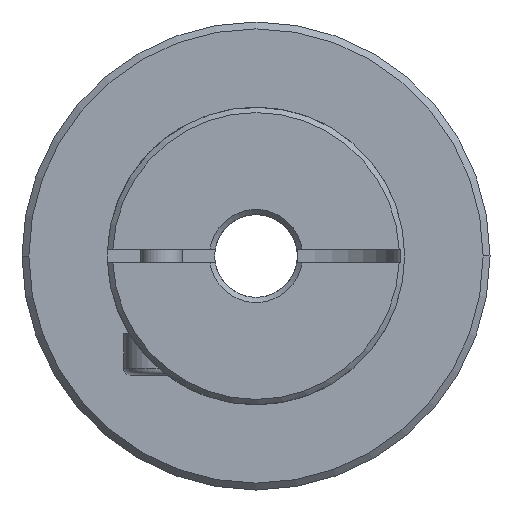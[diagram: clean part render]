
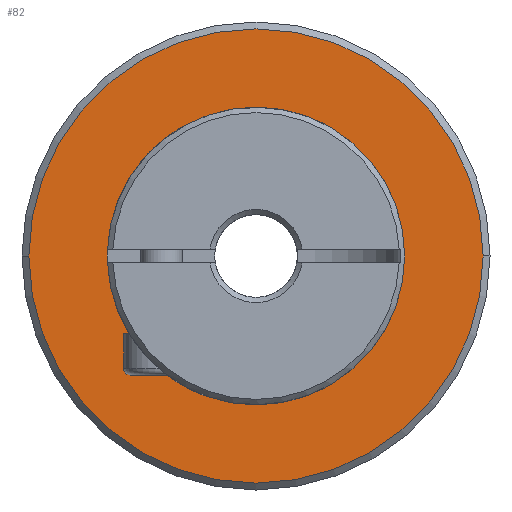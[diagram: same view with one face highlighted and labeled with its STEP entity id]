
A CAD part, left-side view. The second image highlights one B-rep face of the part: STEP entity #82.
In plain terms, the highlighted planar face has unit normal (-1, 0, 0).
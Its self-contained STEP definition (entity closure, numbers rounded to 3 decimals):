
#82 = ADVANCED_FACE ( 'NONE', ( #1877, #1880 ), #1404, .T. ) ;
#322 = ORIENTED_EDGE ( 'NONE', *, *, #681, .T. ) ;
#323 = ORIENTED_EDGE ( 'NONE', *, *, #3867, .T. ) ;
#324 = ORIENTED_EDGE ( 'NONE', *, *, #663, .F. ) ;
#325 = ORIENTED_EDGE ( 'NONE', *, *, #3844, .F. ) ;
#663 = EDGE_CURVE ( 'NONE', #1106, #1107, #3154, .T. ) ;
#681 = EDGE_CURVE ( 'NONE', #1126, #1125, #3177, .T. ) ;
#959 = EDGE_LOOP ( 'NONE', ( #322, #323 ) ) ;
#976 = EDGE_LOOP ( 'NONE', ( #324, #325 ) ) ;
#1106 = VERTEX_POINT ( 'NONE', #3356 ) ;
#1107 = VERTEX_POINT ( 'NONE', #2961 ) ;
#1125 = VERTEX_POINT ( 'NONE', #3372 ) ;
#1126 = VERTEX_POINT ( 'NONE', #3373 ) ;
#1403 = CARTESIAN_POINT ( 'NONE',  ( -3.369, 0., 0. ) ) ;
#1404 = PLANE ( 'NONE',  #2091 ) ;
#1406 = DIRECTION ( 'NONE',  ( -1., 0., 0. ) ) ;
#1407 = DIRECTION ( 'NONE',  ( 0., -1., 0. ) ) ;
#1877 = FACE_BOUND ( 'NONE', #959, .T. ) ;
#1880 = FACE_OUTER_BOUND ( 'NONE', #976, .T. ) ;
#2091 = AXIS2_PLACEMENT_3D ( 'NONE', #1403, #1406, #1407 ) ;
#2224 = AXIS2_PLACEMENT_3D ( 'NONE', #2753, #2755, #2756 ) ;
#2229 = AXIS2_PLACEMENT_3D ( 'NONE', #2863, #2864, #2865 ) ;
#2263 = AXIS2_PLACEMENT_3D ( 'NONE', #3443, #3445, #3446 ) ;
#2273 = AXIS2_PLACEMENT_3D ( 'NONE', #3494, #3530, #3531 ) ;
#2753 = CARTESIAN_POINT ( 'NONE',  ( -3.369, 0., 0. ) ) ;
#2755 = DIRECTION ( 'NONE',  ( 1., 0., 0. ) ) ;
#2756 = DIRECTION ( 'NONE',  ( 0., -1., 0. ) ) ;
#2863 = CARTESIAN_POINT ( 'NONE',  ( -3.369, 0., 0. ) ) ;
#2864 = DIRECTION ( 'NONE',  ( 1., 0., 0. ) ) ;
#2865 = DIRECTION ( 'NONE',  ( 0., -1., 0. ) ) ;
#2961 = CARTESIAN_POINT ( 'NONE',  ( -3.369, -16.5, 0. ) ) ;
#3154 = CIRCLE ( 'NONE', #2224, 16.5 ) ;
#3177 = CIRCLE ( 'NONE', #2229, 10.8 ) ;
#3255 = CIRCLE ( 'NONE', #2263, 16.5 ) ;
#3278 = CIRCLE ( 'NONE', #2273, 10.8 ) ;
#3356 = CARTESIAN_POINT ( 'NONE',  ( -3.369, 16.5, 0. ) ) ;
#3372 = CARTESIAN_POINT ( 'NONE',  ( -3.369, -10.8, 0. ) ) ;
#3373 = CARTESIAN_POINT ( 'NONE',  ( -3.369, 10.8, 0. ) ) ;
#3443 = CARTESIAN_POINT ( 'NONE',  ( -3.369, 0., 0. ) ) ;
#3445 = DIRECTION ( 'NONE',  ( 1., 0., 0. ) ) ;
#3446 = DIRECTION ( 'NONE',  ( 0., -1., 0. ) ) ;
#3494 = CARTESIAN_POINT ( 'NONE',  ( -3.369, 0., 0. ) ) ;
#3530 = DIRECTION ( 'NONE',  ( 1., 0., 0. ) ) ;
#3531 = DIRECTION ( 'NONE',  ( 0., -1., 0. ) ) ;
#3844 = EDGE_CURVE ( 'NONE', #1107, #1106, #3255, .T. ) ;
#3867 = EDGE_CURVE ( 'NONE', #1125, #1126, #3278, .T. ) ;
